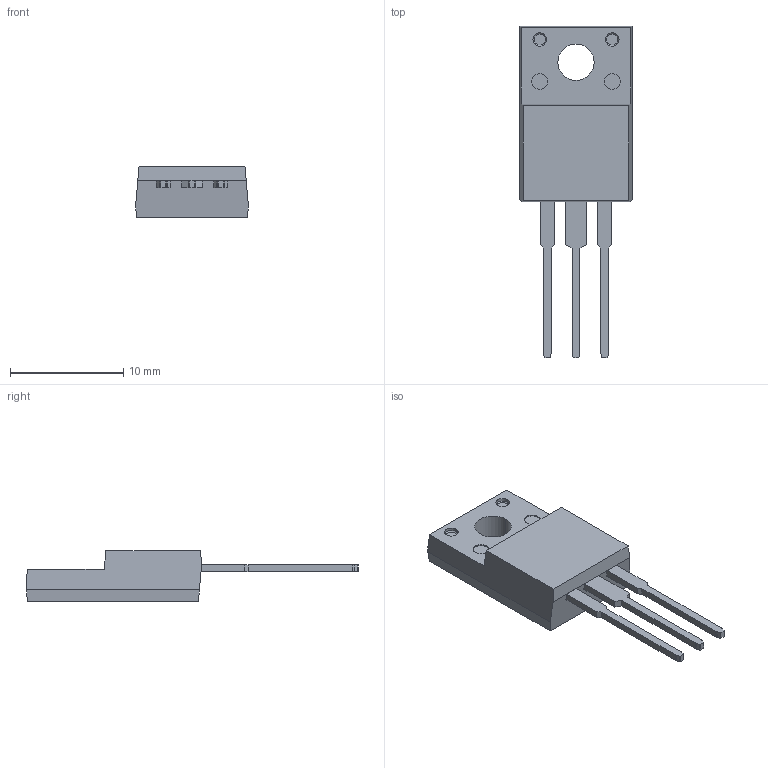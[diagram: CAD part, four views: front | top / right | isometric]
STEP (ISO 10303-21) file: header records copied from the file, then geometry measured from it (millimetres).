
FILE_DESCRIPTION (( 'STEP AP214' ), '1' );
FILE_NAME ('HERF1001G.STEP', '2022-02-02T16:53:47', ( '' ), ( '' ), 'SwSTEP 2.0', 'SolidWorks 2017', '' );
FILE_SCHEMA (( 'AUTOMOTIVE_DESIGN' ));
Length unit declared in the file: millimetre
Products named in the file (1): HERF1001G
Bounding box: 9.95 x 29.3 x 4.5 mm (x, y, z)
Volume: 555.8 mm3; surface area: 643.9 mm2
Topology: 4 solids, 4 shells, 89 faces, 224 edges, 146 vertices
Faces by surface type: plane 53, cylinder 28, sphere 4, cone 4
Entity records: 2671 total; most frequent: DIRECTION 460, CARTESIAN_POINT 448, ORIENTED_EDGE 432, EDGE_CURVE 216, AXIS2_PLACEMENT_3D 154, VECTOR 152, LINE 152, VERTEX_POINT 142
